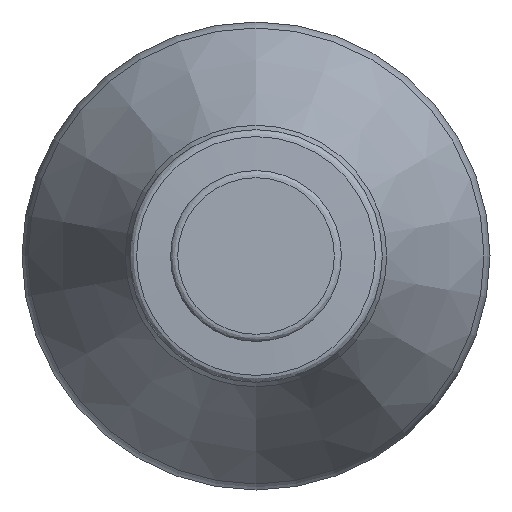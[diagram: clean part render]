
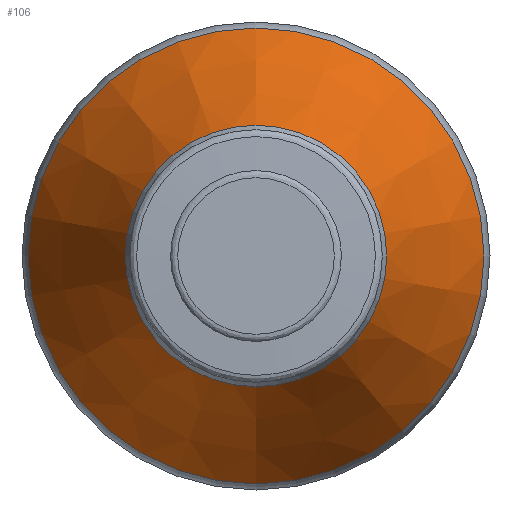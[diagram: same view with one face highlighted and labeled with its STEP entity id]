
A CAD part, left-side view. The second image highlights one B-rep face of the part: STEP entity #106.
In plain terms, the highlighted conical face has half-angle 26.756 degrees and reference radius 12.179 mm.
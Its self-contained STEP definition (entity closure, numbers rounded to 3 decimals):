
#69=CONICAL_SURFACE('',#263,12.179,26.756);
#80=FACE_BOUND('',#139,.T.);
#81=FACE_BOUND('',#140,.T.);
#106=ADVANCED_FACE('',(#80,#81),#69,.T.);
#139=EDGE_LOOP('',(#173));
#140=EDGE_LOOP('',(#174));
#173=ORIENTED_EDGE('',*,*,#221,.T.);
#174=ORIENTED_EDGE('',*,*,#220,.F.);
#203=VERTEX_POINT('',#371);
#204=VERTEX_POINT('',#374);
#220=EDGE_CURVE('',#203,#203,#237,.T.);
#221=EDGE_CURVE('',#204,#204,#238,.T.);
#237=CIRCLE('',#260,12.179);
#238=CIRCLE('',#262,6.985);
#260=AXIS2_PLACEMENT_3D('',#370,#305,#306);
#262=AXIS2_PLACEMENT_3D('',#373,#309,#310);
#263=AXIS2_PLACEMENT_3D('',#375,#311,#312);
#305=DIRECTION('',(1.,0.,0.));
#306=DIRECTION('',(0.,0.,1.));
#309=DIRECTION('',(1.,0.,0.));
#310=DIRECTION('',(0.,0.,1.));
#311=DIRECTION('',(1.,0.,0.));
#312=DIRECTION('',(0.,0.,-1.));
#370=CARTESIAN_POINT('',(55.363,0.,0.));
#371=CARTESIAN_POINT('',(55.363,0.,12.179));
#373=CARTESIAN_POINT('',(45.062,0.,0.));
#374=CARTESIAN_POINT('',(45.062,0.,6.985));
#375=CARTESIAN_POINT('',(55.363,0.,0.));
